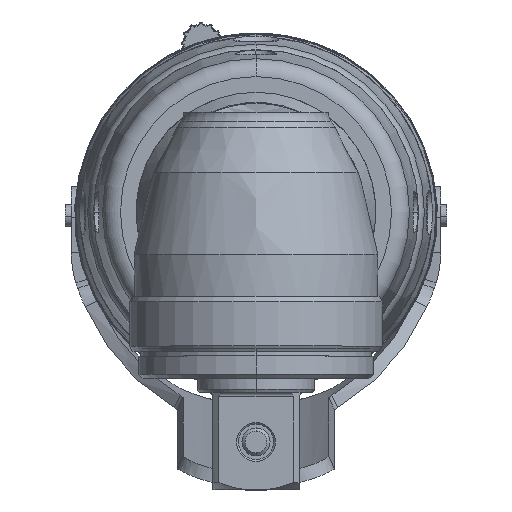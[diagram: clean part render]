
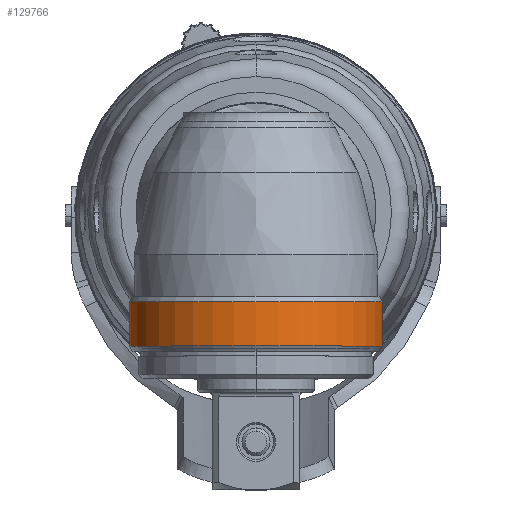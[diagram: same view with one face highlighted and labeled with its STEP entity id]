
A CAD part, top view. The second image highlights one B-rep face of the part: STEP entity #129766.
In plain terms, the highlighted cylindrical face has radius 14 mm (diameter 28 mm), a partial arc.
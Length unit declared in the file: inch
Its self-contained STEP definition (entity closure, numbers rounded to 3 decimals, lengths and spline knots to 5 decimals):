
#56843=CARTESIAN_POINT('',(0.,-0.39395,2.79528));
#56844=DIRECTION('',(0.,-1.,0.));
#56845=DIRECTION('',(1.,0.,0.));
#56846=AXIS2_PLACEMENT_3D('',#56843,#56844,#56845);
#56848=CARTESIAN_POINT('',(0.,-0.58637,2.79528));
#56849=DIRECTION('',(0.,-1.,0.));
#56850=DIRECTION('',(1.,0.,0.));
#56851=AXIS2_PLACEMENT_3D('',#56848,#56849,#56850);
#56858=DIRECTION('',(0.,1.,0.));
#56859=VECTOR('',#56858,0.19242);
#56860=CARTESIAN_POINT('',(-0.55118,-0.58637,
2.79528));
#56861=LINE('',#56860,#56859);
#56867=DIRECTION('',(0.,1.,0.));
#56868=VECTOR('',#56867,0.19242);
#56869=CARTESIAN_POINT('',(0.55118,-0.58637,
2.79528));
#56870=LINE('',#56869,#56868);
#68084=CARTESIAN_POINT('',(0.55118,-0.58637,
2.79528));
#68086=VERTEX_POINT('',#68084);
#68088=CARTESIAN_POINT('',(-0.55118,-0.58637,
2.79528));
#68090=VERTEX_POINT('',#68088);
#68095=CARTESIAN_POINT('',(0.55118,-0.39395,
2.79528));
#68096=CARTESIAN_POINT('',(-0.55118,-0.39395,
2.79528));
#68097=VERTEX_POINT('',#68095);
#68098=VERTEX_POINT('',#68096);
#129752=CARTESIAN_POINT('',(0.,-0.35807,2.79528));
#129753=DIRECTION('',(0.,-1.,0.));
#129754=DIRECTION('',(-1.,0.,0.));
#129755=AXIS2_PLACEMENT_3D('',#129752,#129753,#129754);
#129756=CYLINDRICAL_SURFACE('',#129755,0.55118);
#129757=ORIENTED_EDGE('',*,*,#129744,.F.);
#129759=ORIENTED_EDGE('',*,*,#129758,.F.);
#129761=ORIENTED_EDGE('',*,*,#129760,.T.);
#129763=ORIENTED_EDGE('',*,*,#129762,.T.);
#129764=EDGE_LOOP('',(#129757,#129759,#129761,#129763));
#129765=FACE_OUTER_BOUND('',#129764,.F.);
#129766=ADVANCED_FACE('',(#129765),#129756,.T.);
#56847=CIRCLE('',#56846,0.55118);
#56852=CIRCLE('',#56851,0.55118);
#129744=EDGE_CURVE('',#68097,#68098,#56847,.T.);
#129758=EDGE_CURVE('',#68086,#68097,#56870,.T.);
#129760=EDGE_CURVE('',#68086,#68090,#56852,.T.);
#129762=EDGE_CURVE('',#68090,#68098,#56861,.T.);
